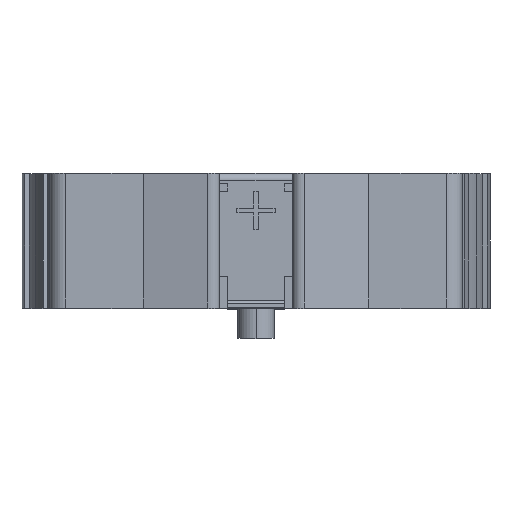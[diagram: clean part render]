
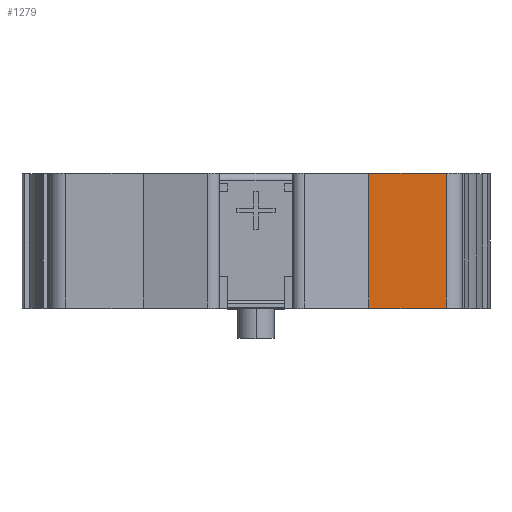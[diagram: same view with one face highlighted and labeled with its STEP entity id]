
A CAD part, top view. The second image highlights one B-rep face of the part: STEP entity #1279.
In plain terms, the highlighted planar face has unit normal (0, 0, 1).
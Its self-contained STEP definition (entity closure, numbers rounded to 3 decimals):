
#496 = DIRECTION ( 'NONE',  ( 1., 0., 0. ) ) ;
#757 = LINE ( 'NONE', #2980, #3668 ) ;
#1005 = DIRECTION ( 'NONE',  ( 1., 0., 0. ) ) ;
#1192 = ORIENTED_EDGE ( 'NONE', *, *, #6312, .F. ) ;
#1257 = VERTEX_POINT ( 'NONE', #3143 ) ;
#1279 = ADVANCED_FACE ( 'NONE', ( #8020 ), #6290, .F. ) ;
#1788 = VECTOR ( 'NONE', #1005, 1000. ) ;
#2980 = CARTESIAN_POINT ( 'NONE',  ( 0., 4.25, 7.8 ) ) ;
#3017 = VECTOR ( 'NONE', #6612, 1000. ) ;
#3143 = CARTESIAN_POINT ( 'NONE',  ( 3.55, 4.25, 7.8 ) ) ;
#3668 = VECTOR ( 'NONE', #496, 1000. ) ;
#3705 = EDGE_LOOP ( 'NONE', ( #9228, #1192, #6564, #4148 ) ) ;
#3769 = EDGE_CURVE ( 'NONE', #1257, #10494, #10230, .T. ) ;
#4148 = ORIENTED_EDGE ( 'NONE', *, *, #3769, .T. ) ;
#4354 = CARTESIAN_POINT ( 'NONE',  ( 0., 0., 7.8 ) ) ;
#4648 = VERTEX_POINT ( 'NONE', #7564 ) ;
#4680 = DIRECTION ( 'NONE',  ( -1., 0., 0. ) ) ;
#5183 = DIRECTION ( 'NONE',  ( 0., -1., 0. ) ) ;
#5683 = VERTEX_POINT ( 'NONE', #7259 ) ;
#6030 = CARTESIAN_POINT ( 'NONE',  ( 6., 4.25, 7.8 ) ) ;
#6290 = PLANE ( 'NONE',  #10374 ) ;
#6312 = EDGE_CURVE ( 'NONE', #5683, #4648, #7662, .T. ) ;
#6564 = ORIENTED_EDGE ( 'NONE', *, *, #8491, .F. ) ;
#6612 = DIRECTION ( 'NONE',  ( 0., -1., 0. ) ) ;
#7227 = CARTESIAN_POINT ( 'NONE',  ( 3.55, 0., 7.8 ) ) ;
#7259 = CARTESIAN_POINT ( 'NONE',  ( 6., 4.25, 7.8 ) ) ;
#7564 = CARTESIAN_POINT ( 'NONE',  ( 6., 0., 7.8 ) ) ;
#7586 = EDGE_CURVE ( 'NONE', #10494, #4648, #8747, .T. ) ;
#7662 = LINE ( 'NONE', #6030, #7791 ) ;
#7791 = VECTOR ( 'NONE', #5183, 1000. ) ;
#8020 = FACE_OUTER_BOUND ( 'NONE', #3705, .T. ) ;
#8491 = EDGE_CURVE ( 'NONE', #1257, #5683, #757, .T. ) ;
#8747 = LINE ( 'NONE', #4354, #1788 ) ;
#8751 = DIRECTION ( 'NONE',  ( 0., 0., -1. ) ) ;
#9228 = ORIENTED_EDGE ( 'NONE', *, *, #7586, .T. ) ;
#9536 = CARTESIAN_POINT ( 'NONE',  ( 0., 4.25, 7.8 ) ) ;
#9841 = CARTESIAN_POINT ( 'NONE',  ( 3.55, 4.25, 7.8 ) ) ;
#10230 = LINE ( 'NONE', #9841, #3017 ) ;
#10374 = AXIS2_PLACEMENT_3D ( 'NONE', #9536, #8751, #4680 ) ;
#10494 = VERTEX_POINT ( 'NONE', #7227 ) ;
